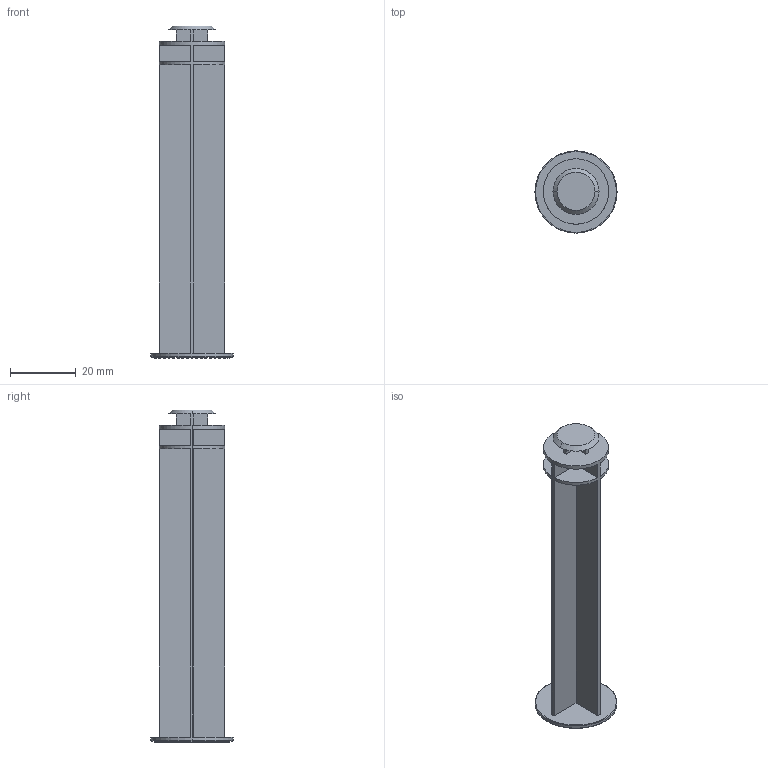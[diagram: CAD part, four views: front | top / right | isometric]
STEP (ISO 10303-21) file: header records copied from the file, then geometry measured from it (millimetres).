
FILE_DESCRIPTION (( 'STEP AP214' ), '1' );
FILE_NAME ('Braun_Stössel_20ml.STEP', '2018-11-26T11:30:30', ( '' ), ( '' ), 'SwSTEP 2.0', 'SolidWorks 2016', '' );
FILE_SCHEMA (( 'AUTOMOTIVE_DESIGN' ));
Length unit declared in the file: millimetre
Products named in the file (1): Braun_Stössel_20ml
Bounding box: 25 x 25 x 101 mm (x, y, z)
Volume: 5135.1 mm3; surface area: 10261.2 mm2
Topology: 1 solids, 1 shells, 164 faces, 410 edges, 272 vertices
Faces by surface type: plane 90, cylinder 68, torus 4, cone 2
Entity records: 4980 total; most frequent: DIRECTION 904, CARTESIAN_POINT 847, ORIENTED_EDGE 820, EDGE_CURVE 410, AXIS2_PLACEMENT_3D 329, VERTEX_POINT 272, LINE 246, VECTOR 246
